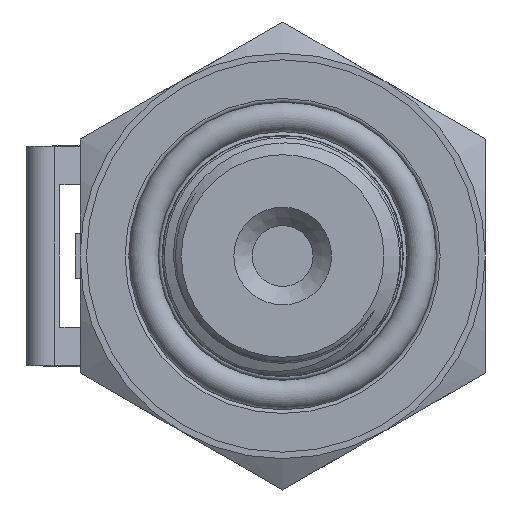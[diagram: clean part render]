
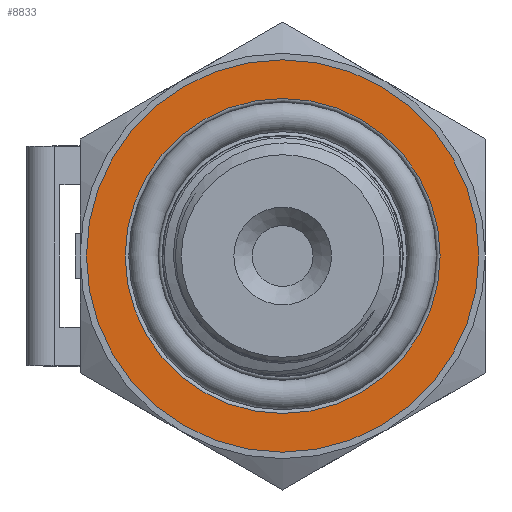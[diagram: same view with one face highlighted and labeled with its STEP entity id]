
A CAD part, left-side view. The second image highlights one B-rep face of the part: STEP entity #8833.
In plain terms, the highlighted planar face has unit normal (-1, 0, 0).
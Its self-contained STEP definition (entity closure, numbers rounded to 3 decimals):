
#421=PLANE('',#9191);
#579=FACE_BOUND('',#1494,.T.);
#950=FACE_OUTER_BOUND('',#1493,.T.);
#1493=EDGE_LOOP('',(#7515));
#1494=EDGE_LOOP('',(#7516));
#1770=CIRCLE('',#9192,10.65);
#1771=CIRCLE('',#9193,8.55);
#4155=VERTEX_POINT('',#22888);
#4156=VERTEX_POINT('',#22890);
#5332=EDGE_CURVE('',#4155,#4155,#1770,.T.);
#5333=EDGE_CURVE('',#4156,#4156,#1771,.T.);
#7515=ORIENTED_EDGE('',*,*,#5332,.F.);
#7516=ORIENTED_EDGE('',*,*,#5333,.T.);
#8833=ADVANCED_FACE('',(#950,#579),#421,.T.);
#9191=AXIS2_PLACEMENT_3D('',#22887,#10060,#10061);
#9192=AXIS2_PLACEMENT_3D('',#22889,#10062,#10063);
#9193=AXIS2_PLACEMENT_3D('',#22891,#10064,#10065);
#10060=DIRECTION('center_axis',(-1.,0.,0.));
#10061=DIRECTION('ref_axis',(0.,0.,1.));
#10062=DIRECTION('center_axis',(1.,0.,0.));
#10063=DIRECTION('ref_axis',(0.,0.,-1.));
#10064=DIRECTION('center_axis',(1.,0.,0.));
#10065=DIRECTION('ref_axis',(0.,0.,-1.));
#22887=CARTESIAN_POINT('Origin',(-31.7,10.65,0.));
#22888=CARTESIAN_POINT('',(-31.7,-10.65,0.));
#22889=CARTESIAN_POINT('Origin',(-31.7,0.,
0.));
#22890=CARTESIAN_POINT('',(-31.7,0.,8.55));
#22891=CARTESIAN_POINT('Origin',(-31.7,0.,
0.));
